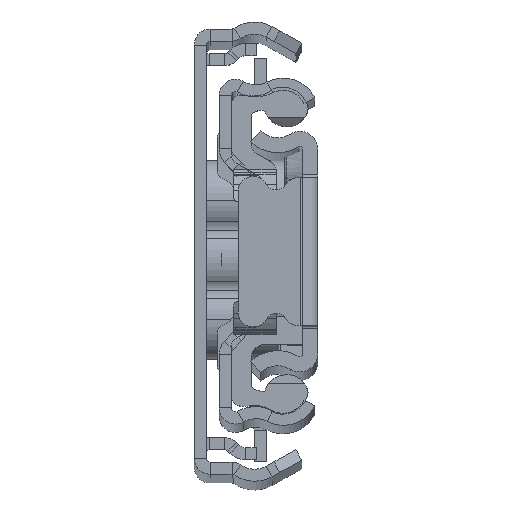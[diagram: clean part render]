
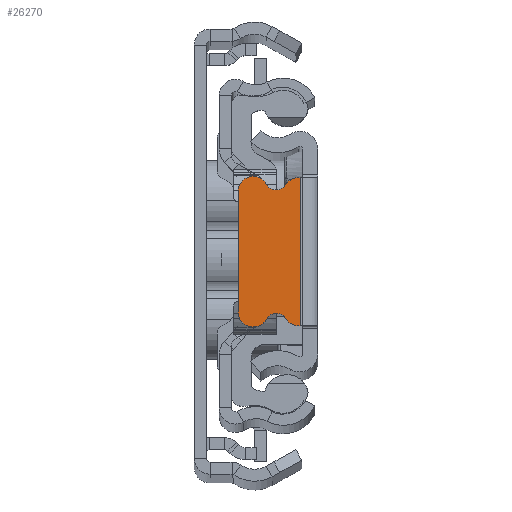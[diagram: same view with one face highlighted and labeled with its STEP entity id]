
A CAD part, top view. The second image highlights one B-rep face of the part: STEP entity #26270.
In plain terms, the highlighted planar face has unit normal (0, 0, 1).
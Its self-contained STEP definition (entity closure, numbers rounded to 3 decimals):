
#178 = ORIENTED_EDGE ( 'NONE', *, *, #21142, .T. ) ;
#364 = EDGE_CURVE ( 'NONE', #23160, #22442, #3511, .T. ) ;
#381 = CARTESIAN_POINT ( 'NONE',  ( -6.429, -6., 0. ) ) ;
#663 = ORIENTED_EDGE ( 'NONE', *, *, #6048, .T. ) ;
#795 = CARTESIAN_POINT ( 'NONE',  ( -4.142, 7.236, 0. ) ) ;
#1107 = CARTESIAN_POINT ( 'NONE',  ( -1.929, 5.87, 0. ) ) ;
#1712 = DIRECTION ( 'NONE',  ( 1., 0., 0. ) ) ;
#2482 = LINE ( 'NONE', #4241, #25883 ) ;
#2611 = DIRECTION ( 'NONE',  ( 0., -1., 0. ) ) ;
#2717 = DIRECTION ( 'NONE',  ( 0., 0., 1. ) ) ;
#3363 = AXIS2_PLACEMENT_3D ( 'NONE', #795, #23680, #20928 ) ;
#3366 = EDGE_CURVE ( 'NONE', #18202, #10835, #2482, .T. ) ;
#3472 = CARTESIAN_POINT ( 'NONE',  ( 494.071, 0., 0. ) ) ;
#3495 = DIRECTION ( 'NONE',  ( -1., 0., 0. ) ) ;
#3496 = EDGE_CURVE ( 'NONE', #10835, #10755, #25738, .T. ) ;
#3511 = CIRCLE ( 'NONE', #19933, 1.5 ) ;
#4076 = ORIENTED_EDGE ( 'NONE', *, *, #4805, .F. ) ;
#4241 = CARTESIAN_POINT ( 'NONE',  ( -1.929, 7.37, 0. ) ) ;
#4804 = CARTESIAN_POINT ( 'NONE',  ( -7.929, -6., 0. ) ) ;
#4805 = EDGE_CURVE ( 'NONE', #10755, #22172, #19869, .T. ) ;
#5618 = LINE ( 'NONE', #13876, #17132 ) ;
#5982 = DIRECTION ( 'NONE',  ( 0., 0., -1. ) ) ;
#6048 = EDGE_CURVE ( 'NONE', #11741, #22172, #18781, .T. ) ;
#6613 = CARTESIAN_POINT ( 'NONE',  ( -5.109, 6.713, 0. ) ) ;
#7028 = DIRECTION ( 'NONE',  ( 1., 0., 0. ) ) ;
#7118 = VERTEX_POINT ( 'NONE', #4804 ) ;
#7576 = VERTEX_POINT ( 'NONE', #23952 ) ;
#7782 = DIRECTION ( 'NONE',  ( 0., -1., 0. ) ) ;
#7969 = CARTESIAN_POINT ( 'NONE',  ( -1.929, -7.37, 0. ) ) ;
#8252 = EDGE_CURVE ( 'NONE', #18202, #13233, #21315, .T. ) ;
#8830 = DIRECTION ( 'NONE',  ( -1., 0., 0. ) ) ;
#9142 = DIRECTION ( 'NONE',  ( 0., 0., 1. ) ) ;
#9548 = ORIENTED_EDGE ( 'NONE', *, *, #3496, .F. ) ;
#10755 = VERTEX_POINT ( 'NONE', #17315 ) ;
#10835 = VERTEX_POINT ( 'NONE', #23235 ) ;
#11491 = ORIENTED_EDGE ( 'NONE', *, *, #21588, .T. ) ;
#11736 = DIRECTION ( 'NONE',  ( 0., 0., 1. ) ) ;
#11741 = VERTEX_POINT ( 'NONE', #18653 ) ;
#12377 = EDGE_CURVE ( 'NONE', #7576, #11741, #18299, .T. ) ;
#13233 = VERTEX_POINT ( 'NONE', #15105 ) ;
#13280 = CARTESIAN_POINT ( 'NONE',  ( -1.929, 7.37, 0. ) ) ;
#13623 = PLANE ( 'NONE',  #14362 ) ;
#13730 = CIRCLE ( 'NONE', #3363, 1.1 ) ;
#13778 = CARTESIAN_POINT ( 'NONE',  ( -1.929, -5.87, 0. ) ) ;
#13876 = CARTESIAN_POINT ( 'NONE',  ( -7.929, -6., 0. ) ) ;
#14362 = AXIS2_PLACEMENT_3D ( 'NONE', #3472, #11736, #15807 ) ;
#14379 = AXIS2_PLACEMENT_3D ( 'NONE', #1107, #9142, #26025 ) ;
#15105 = CARTESIAN_POINT ( 'NONE',  ( -3.206, 6.658, 0. ) ) ;
#15141 = VECTOR ( 'NONE', #2611, 1000. ) ;
#15807 = DIRECTION ( 'NONE',  ( 1., 0., 0. ) ) ;
#16315 = CARTESIAN_POINT ( 'NONE',  ( -1.929, -7.37, 0. ) ) ;
#16568 = ORIENTED_EDGE ( 'NONE', *, *, #12377, .T. ) ;
#16597 = AXIS2_PLACEMENT_3D ( 'NONE', #20071, #5982, #19939 ) ;
#16647 = EDGE_LOOP ( 'NONE', ( #9548, #18354, #24955, #178, #21688, #22671, #11491, #16568, #663, #4076 ) ) ;
#16830 = DIRECTION ( 'NONE',  ( 1., 0., 0. ) ) ;
#17132 = VECTOR ( 'NONE', #7782, 1000. ) ;
#17315 = CARTESIAN_POINT ( 'NONE',  ( -1.75, -7.37, 0. ) ) ;
#17441 = AXIS2_PLACEMENT_3D ( 'NONE', #13778, #20271, #1712 ) ;
#17762 = VECTOR ( 'NONE', #3495, 1000. ) ;
#18202 = VERTEX_POINT ( 'NONE', #13280 ) ;
#18299 = CIRCLE ( 'NONE', #16597, 1.1 ) ;
#18354 = ORIENTED_EDGE ( 'NONE', *, *, #3366, .F. ) ;
#18653 = CARTESIAN_POINT ( 'NONE',  ( -3.206, -6.658, 0. ) ) ;
#18781 = CIRCLE ( 'NONE', #17441, 1.5 ) ;
#18963 = CARTESIAN_POINT ( 'NONE',  ( -6.429, 6., 0. ) ) ;
#19869 = LINE ( 'NONE', #7969, #17762 ) ;
#19898 = EDGE_CURVE ( 'NONE', #22442, #7118, #5618, .T. ) ;
#19933 = AXIS2_PLACEMENT_3D ( 'NONE', #18963, #2717, #8830 ) ;
#19939 = DIRECTION ( 'NONE',  ( -1., 0., 0. ) ) ;
#20071 = CARTESIAN_POINT ( 'NONE',  ( -4.142, -7.236, 0. ) ) ;
#20271 = DIRECTION ( 'NONE',  ( 0., 0., 1. ) ) ;
#20928 = DIRECTION ( 'NONE',  ( 1., 0., 0. ) ) ;
#21142 = EDGE_CURVE ( 'NONE', #13233, #23160, #13730, .T. ) ;
#21162 = CARTESIAN_POINT ( 'NONE',  ( -1.75, 0., 0. ) ) ;
#21315 = CIRCLE ( 'NONE', #14379, 1.5 ) ;
#21588 = EDGE_CURVE ( 'NONE', #7118, #7576, #26287, .T. ) ;
#21638 = DIRECTION ( 'NONE',  ( 0., 0., 1. ) ) ;
#21688 = ORIENTED_EDGE ( 'NONE', *, *, #364, .T. ) ;
#22151 = FACE_OUTER_BOUND ( 'NONE', #16647, .T. ) ;
#22172 = VERTEX_POINT ( 'NONE', #16315 ) ;
#22442 = VERTEX_POINT ( 'NONE', #23987 ) ;
#22671 = ORIENTED_EDGE ( 'NONE', *, *, #19898, .T. ) ;
#23160 = VERTEX_POINT ( 'NONE', #6613 ) ;
#23235 = CARTESIAN_POINT ( 'NONE',  ( -1.75, 7.37, 0. ) ) ;
#23680 = DIRECTION ( 'NONE',  ( 0., 0., -1. ) ) ;
#23693 = AXIS2_PLACEMENT_3D ( 'NONE', #381, #21638, #7028 ) ;
#23952 = CARTESIAN_POINT ( 'NONE',  ( -5.109, -6.713, 0. ) ) ;
#23987 = CARTESIAN_POINT ( 'NONE',  ( -7.929, 6., 0. ) ) ;
#24955 = ORIENTED_EDGE ( 'NONE', *, *, #8252, .T. ) ;
#25738 = LINE ( 'NONE', #21162, #15141 ) ;
#25883 = VECTOR ( 'NONE', #16830, 1000. ) ;
#26025 = DIRECTION ( 'NONE',  ( -1., 0., 0. ) ) ;
#26270 = ADVANCED_FACE ( 'NONE', ( #22151 ), #13623, .T. ) ;
#26287 = CIRCLE ( 'NONE', #23693, 1.5 ) ;
